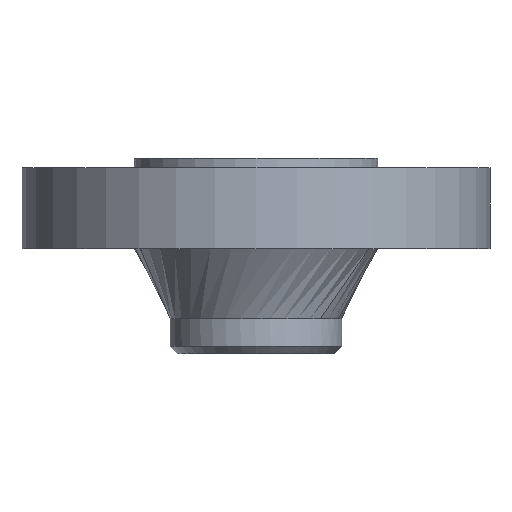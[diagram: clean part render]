
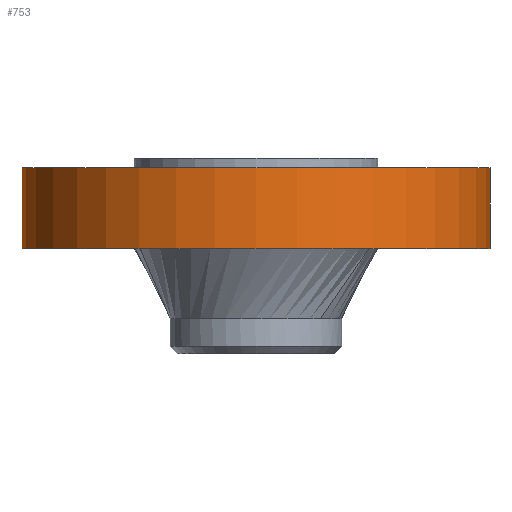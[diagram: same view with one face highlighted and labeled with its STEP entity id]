
A CAD part, front view. The second image highlights one B-rep face of the part: STEP entity #753.
In plain terms, the highlighted cylindrical face has radius 155.575 mm (diameter 311.15 mm), a partial arc.
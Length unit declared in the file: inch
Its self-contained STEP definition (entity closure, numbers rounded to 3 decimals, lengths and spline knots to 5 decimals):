
#10 = LINE ( 'NONE', #353, #585 ) ;
#41 = CYLINDRICAL_SURFACE ( 'NONE', #560, 6.125 ) ;
#77 = DIRECTION ( 'NONE',  ( 0., 0., 1. ) ) ;
#84 = EDGE_CURVE ( 'NONE', #317, #821, #983, .T. ) ;
#111 = CIRCLE ( 'NONE', #952, 6.125 ) ;
#146 = DIRECTION ( 'NONE',  ( 1., 0., 0. ) ) ;
#150 = DIRECTION ( 'NONE',  ( 0., 0., 1. ) ) ;
#199 = EDGE_CURVE ( 'NONE', #879, #821, #498, .T. ) ;
#239 = CARTESIAN_POINT ( 'NONE',  ( 6.125, 0., -19.44412 ) ) ;
#317 = VERTEX_POINT ( 'NONE', #780 ) ;
#342 = EDGE_CURVE ( 'NONE', #996, #317, #10, .T. ) ;
#353 = CARTESIAN_POINT ( 'NONE',  ( -6.125, 0., -19.44412 ) ) ;
#368 = CARTESIAN_POINT ( 'NONE',  ( 6.125, 0., 0. ) ) ;
#468 = ORIENTED_EDGE ( 'NONE', *, *, #342, .F. ) ;
#486 = DIRECTION ( 'NONE',  ( 1., 0., 0. ) ) ;
#498 = LINE ( 'NONE', #239, #511 ) ;
#511 = VECTOR ( 'NONE', #77, 39.37008 ) ;
#560 = AXIS2_PLACEMENT_3D ( 'NONE', #817, #150, #146 ) ;
#585 = VECTOR ( 'NONE', #1044, 39.37008 ) ;
#628 = EDGE_LOOP ( 'NONE', ( #468, #742, #1030, #1093 ) ) ;
#652 = EDGE_CURVE ( 'NONE', #879, #996, #111, .T. ) ;
#664 = DIRECTION ( 'NONE',  ( 1., 0., 0. ) ) ;
#742 = ORIENTED_EDGE ( 'NONE', *, *, #652, .F. ) ;
#753 = ADVANCED_FACE ( 'NONE', ( #1110 ), #41, .T. ) ;
#755 = CARTESIAN_POINT ( 'NONE',  ( 0., 0., 0. ) ) ;
#765 = DIRECTION ( 'NONE',  ( 0., 0., 1. ) ) ;
#777 = CARTESIAN_POINT ( 'NONE',  ( 6.125, 0., -2.12 ) ) ;
#780 = CARTESIAN_POINT ( 'NONE',  ( -6.125, 0., 0. ) ) ;
#817 = CARTESIAN_POINT ( 'NONE',  ( 0., 0., -19.44412 ) ) ;
#821 = VERTEX_POINT ( 'NONE', #368 ) ;
#826 = DIRECTION ( 'NONE',  ( 0., 0., -1. ) ) ;
#879 = VERTEX_POINT ( 'NONE', #777 ) ;
#941 = CARTESIAN_POINT ( 'NONE',  ( -6.125, 0., -2.12 ) ) ;
#952 = AXIS2_PLACEMENT_3D ( 'NONE', #1099, #826, #486 ) ;
#966 = AXIS2_PLACEMENT_3D ( 'NONE', #755, #765, #664 ) ;
#983 = CIRCLE ( 'NONE', #966, 6.125 ) ;
#996 = VERTEX_POINT ( 'NONE', #941 ) ;
#1030 = ORIENTED_EDGE ( 'NONE', *, *, #199, .T. ) ;
#1044 = DIRECTION ( 'NONE',  ( 0., 0., 1. ) ) ;
#1093 = ORIENTED_EDGE ( 'NONE', *, *, #84, .F. ) ;
#1099 = CARTESIAN_POINT ( 'NONE',  ( 0., 0., -2.12 ) ) ;
#1110 = FACE_OUTER_BOUND ( 'NONE', #628, .T. ) ;
